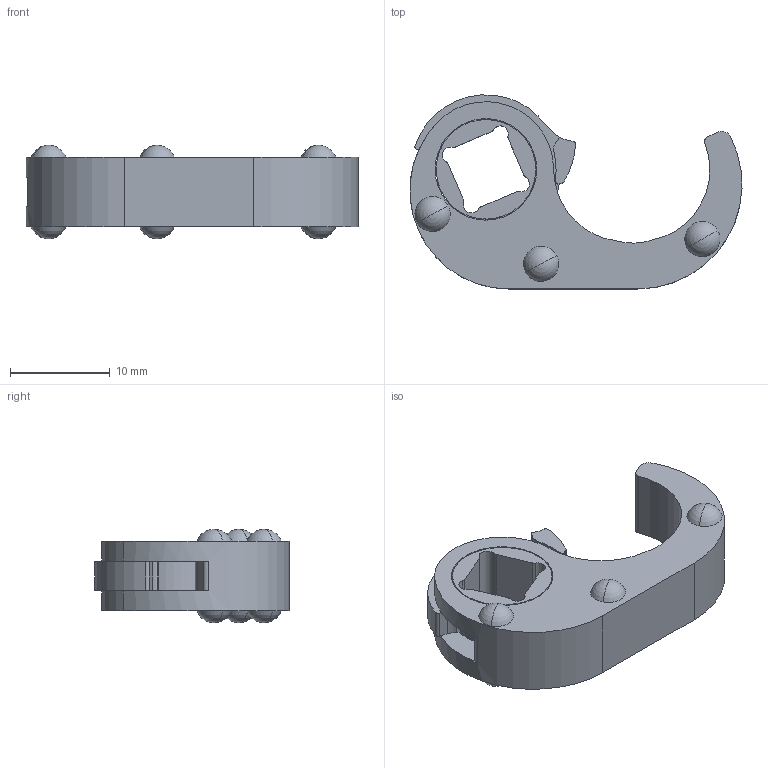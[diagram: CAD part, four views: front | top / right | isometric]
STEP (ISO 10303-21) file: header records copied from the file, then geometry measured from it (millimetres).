
FILE_DESCRIPTION(('CATIA V5 STEP Exchange','CAx-IF Rec.Pracs.--- Model Styling and Organization---1.4--- 2014-01-23'),'2;1');
FILE_NAME ('025875-3_0_1900100000_1900100000.stp','2020-07-16T08:04:19+00:00',('none'),('Weidmueller'),'CATIA Version 5-6 Release 2016 SP3 HF44','CATIA V5 STEP AP214','none');
FILE_SCHEMA(('AUTOMOTIVE_DESIGN { 1 0 10303 214 1 1 1 1 }'));
Length unit declared in the file: millimetre
Products named in the file (1): 1900100000
Bounding box: 33.36 x 19.5 x 9.4 mm (x, y, z)
Volume: 2085.8 mm3; surface area: 2683.3 mm2
Topology: 5 solids, 5 shells, 123 faces, 341 edges, 220 vertices
Faces by surface type: cylinder 73, plane 38, sphere 12
Entity records: 3681 total; most frequent: ORIENTED_EDGE 658, CARTESIAN_POINT 647, DIRECTION 523, EDGE_CURVE 329, AXIS2_PLACEMENT_3D 284, VERTEX_POINT 220, CIRCLE 186, VECTOR 143
